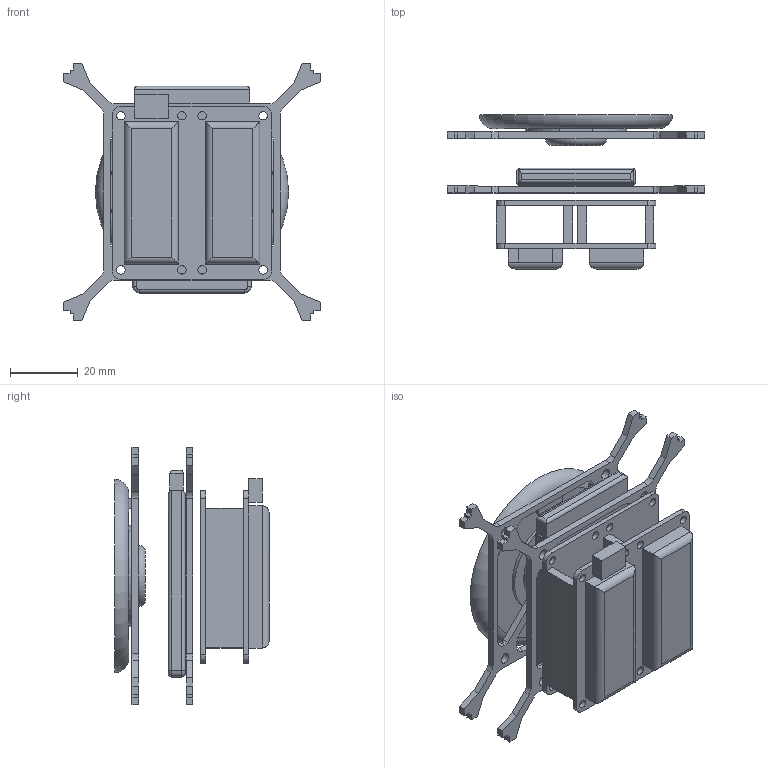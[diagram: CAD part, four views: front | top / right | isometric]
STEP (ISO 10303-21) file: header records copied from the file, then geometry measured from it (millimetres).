
FILE_DESCRIPTION(/* description */ (''),/* implementation_level */ '2;1');
FILE_NAME(/* name */ 'internals v3.step',/* time_stamp */ '2019-08-07T15:21:17+07:00',/* author */ (''),/* organization */ (''),/* preprocessor_version */ 'ST-DEVELOPER v18',/* originating_system */ 'Autodesk Translation Framework v8.2.0.1029',/* authorisation */ '');
FILE_SCHEMA (('AUTOMOTIVE_DESIGN { 1 0 10303 214 3 1 1 }'));
Length unit declared in the file: millimetre
Products named in the file (4): internals; Particle_plus_mp3_mockup; LiPo 1200mAh mockup; 8ohm_1watt_speaker
Assembly tree (3 placements, depth 2):
  internals
    Particle_plus_mp3_mockup
    LiPo 1200mAh mockup
    8ohm_1watt_speaker
Bounding box: 76 x 45.45 x 76 mm (x, y, z)
Volume: 45542.4 mm3; surface area: 36970.1 mm2
Topology: 13 solids, 13 shells, 343 faces, 924 edges, 610 vertices
Faces by surface type: plane 207, cylinder 130, bspline 4, torus 2
Full cylindrical faces by diameter (mm): 2.5 x16, 3.2 x8, 18 x1, 18.4 x2, 30 x1
Entity records: 11079 total; most frequent: CARTESIAN_POINT 1916, DIRECTION 1880, ORIENTED_EDGE 1848, EDGE_CURVE 924, LINE 660, VECTOR 660, VERTEX_POINT 610, AXIS2_PLACEMENT_3D 610
